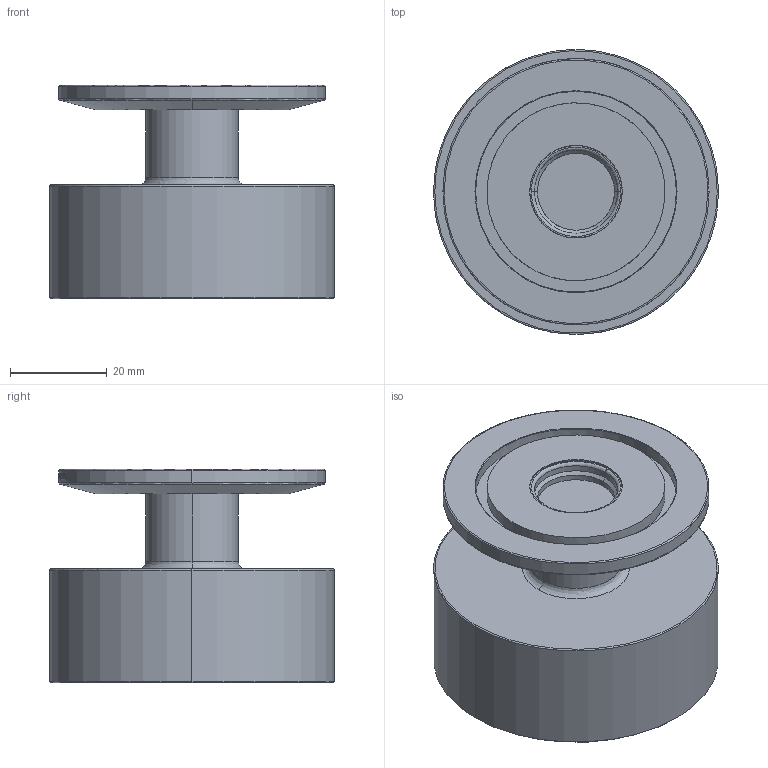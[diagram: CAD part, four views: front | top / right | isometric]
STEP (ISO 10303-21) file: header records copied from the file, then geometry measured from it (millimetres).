
FILE_DESCRIPTION (( 'STEP AP203' ), '1' );
FILE_NAME ('112732.stp', '2016-07-25T16:08:56', ( '' ), ( '' ), 'SwSTEP 2.0', 'SolidWorks 2012', '' );
FILE_SCHEMA (( 'CONFIG_CONTROL_DESIGN' ));
Length unit declared in the file: centimetre
Products named in the file (1): 112732
Bounding box: 58.72 x 58.72 x 44.07 mm (x, y, z)
Volume: 62620.4 mm3; surface area: 17519.3 mm2
Topology: 1 solids, 1 shells, 510 faces, 1367 edges, 897 vertices
Faces by surface type: bspline 221, plane 160, cylinder 106, cone 23
Entity records: 43115 total; most frequent: CARTESIAN_POINT 32209, ORIENTED_EDGE 2734, DIRECTION 1520, EDGE_CURVE 1367, VERTEX_POINT 897, B_SPLINE_CURVE_WITH_KNOTS 638, AXIS2_PLACEMENT_3D 560, EDGE_LOOP 548
